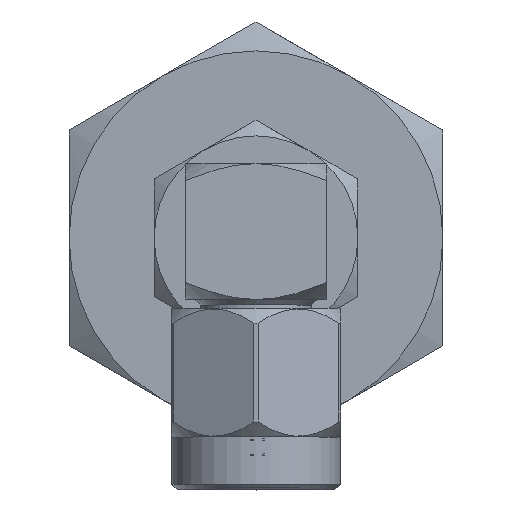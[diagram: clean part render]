
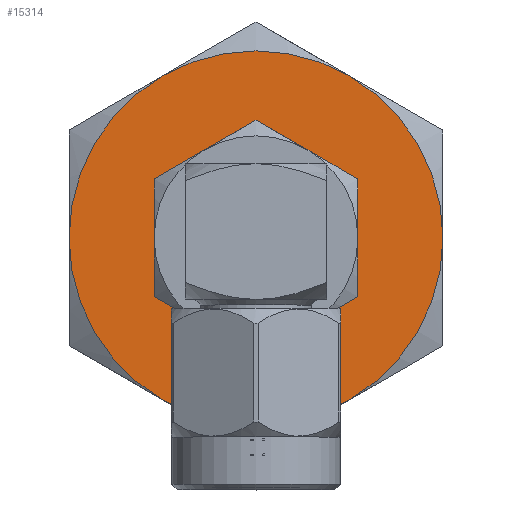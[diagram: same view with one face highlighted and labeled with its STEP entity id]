
A CAD part, top view. The second image highlights one B-rep face of the part: STEP entity #15314.
In plain terms, the highlighted face is planar.
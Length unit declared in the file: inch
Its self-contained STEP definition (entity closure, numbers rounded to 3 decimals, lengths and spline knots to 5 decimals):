
#16 = ORIENTED_EDGE ( 'NONE', *, *, #20362, .T. ) ;
#265 = CIRCLE ( 'NONE', #29806, 0.344 ) ;
#1279 = VECTOR ( 'NONE', #8063, 39.37008 ) ;
#1336 = VECTOR ( 'NONE', #17961, 39.37008 ) ;
#1370 = EDGE_CURVE ( 'NONE', #22136, #1964, #14637, .T. ) ;
#1427 = CARTESIAN_POINT ( 'NONE',  ( 0.8, -0.21651, 0. ) ) ;
#1964 = VERTEX_POINT ( 'NONE', #4354 ) ;
#2172 = DIRECTION ( 'NONE',  ( 0., 0., -1. ) ) ;
#2817 = AXIS2_PLACEMENT_3D ( 'NONE', #30736, #18886, #6799 ) ;
#2849 = CARTESIAN_POINT ( 'NONE',  ( 0.8, 0.10825, 0.1875 ) ) ;
#3395 = VERTEX_POINT ( 'NONE', #15905 ) ;
#4112 = EDGE_CURVE ( 'NONE', #24679, #22793, #21209, .T. ) ;
#4354 = CARTESIAN_POINT ( 'NONE',  ( 0.8, -0.10825, -0.1875 ) ) ;
#4830 = CIRCLE ( 'NONE', #25696, 0.344 ) ;
#5567 = VERTEX_POINT ( 'NONE', #6633 ) ;
#5859 = ORIENTED_EDGE ( 'NONE', *, *, #23493, .F. ) ;
#6171 = CARTESIAN_POINT ( 'NONE',  ( 0.8, 0.10825, -0.1875 ) ) ;
#6400 = EDGE_LOOP ( 'NONE', ( #10052, #16, #7756, #22786, #15704, #17323 ) ) ;
#6633 = CARTESIAN_POINT ( 'NONE',  ( 0.8, -0.29791, 0.172 ) ) ;
#6799 = DIRECTION ( 'NONE',  ( 0., 0., -1. ) ) ;
#6873 = DIRECTION ( 'NONE',  ( 1., 0., 0. ) ) ;
#7004 = CARTESIAN_POINT ( 'NONE',  ( 0.8, 0., 0. ) ) ;
#7432 = VECTOR ( 'NONE', #25425, 39.37008 ) ;
#7613 = ORIENTED_EDGE ( 'NONE', *, *, #8396, .F. ) ;
#7668 = CARTESIAN_POINT ( 'NONE',  ( 0.8, -0.29791, -0.172 ) ) ;
#7756 = ORIENTED_EDGE ( 'NONE', *, *, #25910, .T. ) ;
#8063 = DIRECTION ( 'NONE',  ( 0., -0.5, -0.866 ) ) ;
#8076 = ORIENTED_EDGE ( 'NONE', *, *, #14015, .F. ) ;
#8176 = CARTESIAN_POINT ( 'NONE',  ( 0.8, -0.21651, 0. ) ) ;
#8336 = VECTOR ( 'NONE', #24595, 39.37008 ) ;
#8396 = EDGE_CURVE ( 'NONE', #11220, #22391, #24887, .T. ) ;
#8448 = DIRECTION ( 'NONE',  ( -1., 0., 0. ) ) ;
#8721 = CARTESIAN_POINT ( 'NONE',  ( 0.8, -0.10825, 0.1875 ) ) ;
#8922 = LINE ( 'NONE', #6171, #1336 ) ;
#10008 = LINE ( 'NONE', #20462, #1279 ) ;
#10052 = ORIENTED_EDGE ( 'NONE', *, *, #28120, .T. ) ;
#10758 = CARTESIAN_POINT ( 'NONE',  ( 0.8, 0., 0. ) ) ;
#10917 = EDGE_CURVE ( 'NONE', #14342, #11220, #8922, .T. ) ;
#11220 = VERTEX_POINT ( 'NONE', #28889 ) ;
#11355 = LINE ( 'NONE', #11802, #28392 ) ;
#11473 = FACE_OUTER_BOUND ( 'NONE', #6400, .T. ) ;
#11802 = CARTESIAN_POINT ( 'NONE',  ( 0.8, -0.10825, -0.1875 ) ) ;
#12285 = ORIENTED_EDGE ( 'NONE', *, *, #18447, .F. ) ;
#13434 = CARTESIAN_POINT ( 'NONE',  ( 0.8, 0., 0. ) ) ;
#13627 = AXIS2_PLACEMENT_3D ( 'NONE', #13959, #6873, #18952 ) ;
#13959 = CARTESIAN_POINT ( 'NONE',  ( 0.8, 0., 0. ) ) ;
#14015 = EDGE_CURVE ( 'NONE', #29995, #22136, #10008, .T. ) ;
#14342 = VERTEX_POINT ( 'NONE', #23536 ) ;
#14400 = ORIENTED_EDGE ( 'NONE', *, *, #1370, .F. ) ;
#14637 = LINE ( 'NONE', #8176, #7432 ) ;
#14922 = ORIENTED_EDGE ( 'NONE', *, *, #10917, .F. ) ;
#15314 = ADVANCED_FACE ( 'NONE', ( #23249, #11473 ), #18198, .F. ) ;
#15704 = ORIENTED_EDGE ( 'NONE', *, *, #19940, .T. ) ;
#15905 = CARTESIAN_POINT ( 'NONE',  ( 0.8, 0.29791, -0.172 ) ) ;
#16481 = CARTESIAN_POINT ( 'NONE',  ( 0.8, 0.29791, 0.172 ) ) ;
#17072 = CARTESIAN_POINT ( 'NONE',  ( 0.8, 0., 0. ) ) ;
#17204 = DIRECTION ( 'NONE',  ( 0., -0.5, 0.866 ) ) ;
#17302 = EDGE_LOOP ( 'NONE', ( #7613, #14922, #12285, #14400, #8076, #5859 ) ) ;
#17323 = ORIENTED_EDGE ( 'NONE', *, *, #28887, .T. ) ;
#17905 = DIRECTION ( 'NONE',  ( 0., 0., -1. ) ) ;
#17961 = DIRECTION ( 'NONE',  ( 0., 0.5, 0.866 ) ) ;
#18198 = PLANE ( 'NONE',  #19926 ) ;
#18306 = DIRECTION ( 'NONE',  ( 0., 0., 1. ) ) ;
#18324 = CARTESIAN_POINT ( 'NONE',  ( 0.8, 0., 0.344 ) ) ;
#18447 = EDGE_CURVE ( 'NONE', #1964, #14342, #11355, .T. ) ;
#18466 = CARTESIAN_POINT ( 'NONE',  ( 0.8, 0., -0.344 ) ) ;
#18490 = VERTEX_POINT ( 'NONE', #16481 ) ;
#18886 = DIRECTION ( 'NONE',  ( 1., 0., 0. ) ) ;
#18952 = DIRECTION ( 'NONE',  ( 0., 0., -1. ) ) ;
#19235 = CIRCLE ( 'NONE', #28138, 0.344 ) ;
#19926 = AXIS2_PLACEMENT_3D ( 'NONE', #10758, #8448, #18306 ) ;
#19940 = EDGE_CURVE ( 'NONE', #22793, #3395, #4830, .T. ) ;
#20362 = EDGE_CURVE ( 'NONE', #25022, #5567, #19235, .T. ) ;
#20462 = CARTESIAN_POINT ( 'NONE',  ( 0.8, -0.10825, 0.1875 ) ) ;
#21209 = CIRCLE ( 'NONE', #28570, 0.344 ) ;
#21478 = DIRECTION ( 'NONE',  ( 0., 1., 0. ) ) ;
#21750 = DIRECTION ( 'NONE',  ( 0., 0., -1. ) ) ;
#21783 = CARTESIAN_POINT ( 'NONE',  ( 0.8, 0.10825, 0.1875 ) ) ;
#22136 = VERTEX_POINT ( 'NONE', #1427 ) ;
#22391 = VERTEX_POINT ( 'NONE', #21783 ) ;
#22786 = ORIENTED_EDGE ( 'NONE', *, *, #4112, .T. ) ;
#22793 = VERTEX_POINT ( 'NONE', #18466 ) ;
#23249 = FACE_BOUND ( 'NONE', #17302, .T. ) ;
#23493 = EDGE_CURVE ( 'NONE', #22391, #29995, #29148, .T. ) ;
#23536 = CARTESIAN_POINT ( 'NONE',  ( 0.8, 0.10825, -0.1875 ) ) ;
#23763 = VECTOR ( 'NONE', #17204, 39.37008 ) ;
#23856 = DIRECTION ( 'NONE',  ( 1., 0., 0. ) ) ;
#24595 = DIRECTION ( 'NONE',  ( 0., -1., 0. ) ) ;
#24679 = VERTEX_POINT ( 'NONE', #7668 ) ;
#24887 = LINE ( 'NONE', #26710, #23763 ) ;
#25022 = VERTEX_POINT ( 'NONE', #18324 ) ;
#25425 = DIRECTION ( 'NONE',  ( 0., 0.5, -0.866 ) ) ;
#25696 = AXIS2_PLACEMENT_3D ( 'NONE', #17072, #29316, #26487 ) ;
#25910 = EDGE_CURVE ( 'NONE', #5567, #24679, #265, .T. ) ;
#25992 = CIRCLE ( 'NONE', #2817, 0.344 ) ;
#26487 = DIRECTION ( 'NONE',  ( 0., 0., -1. ) ) ;
#26710 = CARTESIAN_POINT ( 'NONE',  ( 0.8, 0.21651, 0. ) ) ;
#27615 = DIRECTION ( 'NONE',  ( 1., 0., 0. ) ) ;
#28120 = EDGE_CURVE ( 'NONE', #18490, #25022, #25992, .T. ) ;
#28138 = AXIS2_PLACEMENT_3D ( 'NONE', #13434, #27615, #17905 ) ;
#28392 = VECTOR ( 'NONE', #21478, 39.37008 ) ;
#28570 = AXIS2_PLACEMENT_3D ( 'NONE', #7004, #23856, #21750 ) ;
#28887 = EDGE_CURVE ( 'NONE', #3395, #18490, #29707, .T. ) ;
#28889 = CARTESIAN_POINT ( 'NONE',  ( 0.8, 0.21651, 0. ) ) ;
#29148 = LINE ( 'NONE', #2849, #8336 ) ;
#29316 = DIRECTION ( 'NONE',  ( 1., 0., 0. ) ) ;
#29707 = CIRCLE ( 'NONE', #13627, 0.344 ) ;
#29806 = AXIS2_PLACEMENT_3D ( 'NONE', #31006, #31208, #2172 ) ;
#29995 = VERTEX_POINT ( 'NONE', #8721 ) ;
#30736 = CARTESIAN_POINT ( 'NONE',  ( 0.8, 0., 0. ) ) ;
#31006 = CARTESIAN_POINT ( 'NONE',  ( 0.8, 0., 0. ) ) ;
#31208 = DIRECTION ( 'NONE',  ( 1., 0., 0. ) ) ;
